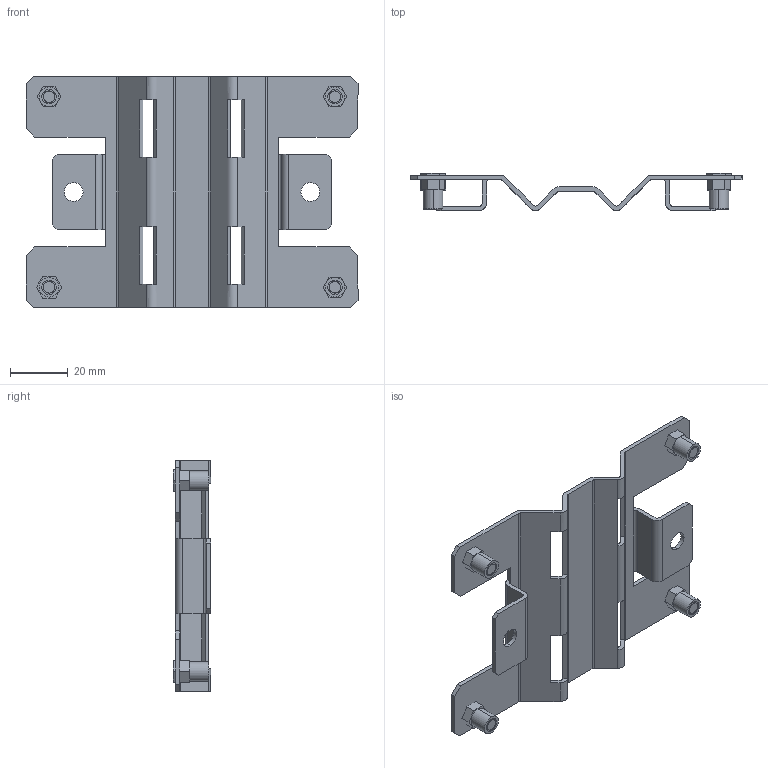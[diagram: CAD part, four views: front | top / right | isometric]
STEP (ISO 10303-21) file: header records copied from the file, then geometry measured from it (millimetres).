
FILE_DESCRIPTION (( 'STEP AP214' ), '1' );
FILE_NAME ('mountingplate_cpl_0046_asm r1 w EXT1.STEP', '2020-07-06T12:41:27', ( '' ), ( '' ), 'SwSTEP 2.0', 'SolidWorks 2017', '' );
FILE_SCHEMA (( 'AUTOMOTIVE_DESIGN' ));
Length unit declared in the file: inch
Products named in the file (1): mountingplate_cpl_0046_asm r1 w EXT1
Bounding box: 115 x 12.9 x 80 mm (x, y, z)
Volume: 15595.9 mm3; surface area: 22238.5 mm2
Topology: 9 solids, 9 shells, 215 faces, 578 edges, 388 vertices
Faces by surface type: plane 167, cylinder 48
Entity records: 7452 total; most frequent: CARTESIAN_POINT 1774, ORIENTED_EDGE 1156, DIRECTION 1106, EDGE_CURVE 578, LINE 450, VECTOR 450, VERTEX_POINT 388, AXIS2_PLACEMENT_3D 328
